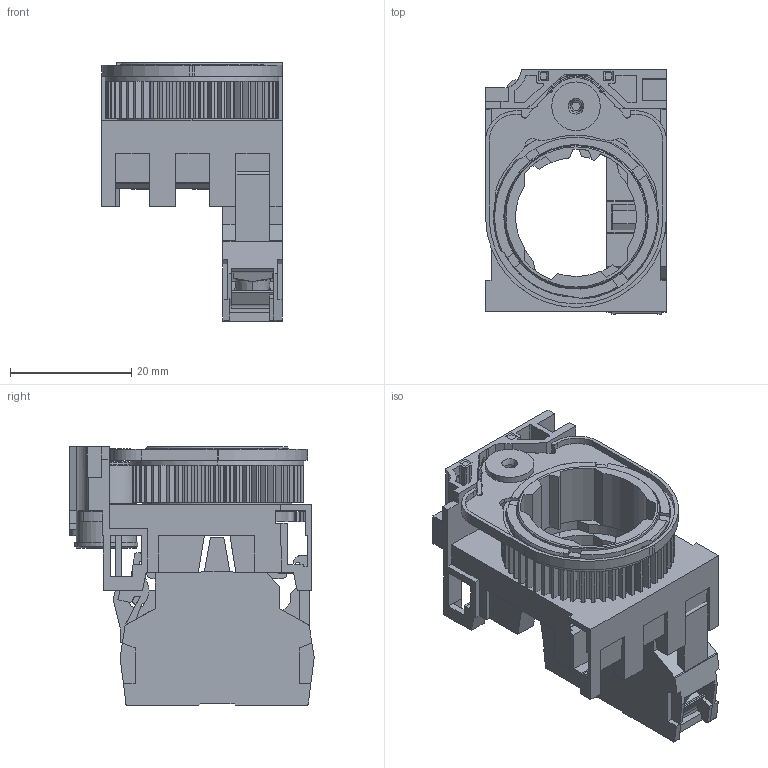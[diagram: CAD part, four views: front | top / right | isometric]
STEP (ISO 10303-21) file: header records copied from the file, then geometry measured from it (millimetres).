
FILE_DESCRIPTION(('STEP AP214'),'1');
FILE_NAME('cctmp_0A50EBCA-3120-4101-9766-BE3B45EC3E30_2025_10_07_17_54_01_0095..stp','2025-10-07T15:54:02',('SIEMENS A&D'),('CADClick - www.CADClick.com'),'Spatial InterOp 3D postprocessed',' ','unknown authorization');
FILE_SCHEMA(('AUTOMOTIVE_DESIGN'));
Length unit declared in the file: millimetre
Products named in the file (3): cc_unnamed; 0_1; 0
Assembly tree (2 placements, depth 2):
  cc_unnamed
    0_1
    0
Bounding box: 29.8 x 40.28 x 42.55 mm (x, y, z)
Volume: 13839.3 mm3; surface area: 16435.8 mm2
Topology: 2 solids, 2 shells, 2040 faces, 5797 edges, 3803 vertices
Faces by surface type: plane 1493, cylinder 495, cone 44, torus 8
Entity records: 72585 total; most frequent: CARTESIAN_POINT 11996, ORIENTED_EDGE 11590, DIRECTION 11283, EDGE_CURVE 5795, LINE 4311, VECTOR 4311, VERTEX_POINT 3803, AXIS2_PLACEMENT_3D 3486
